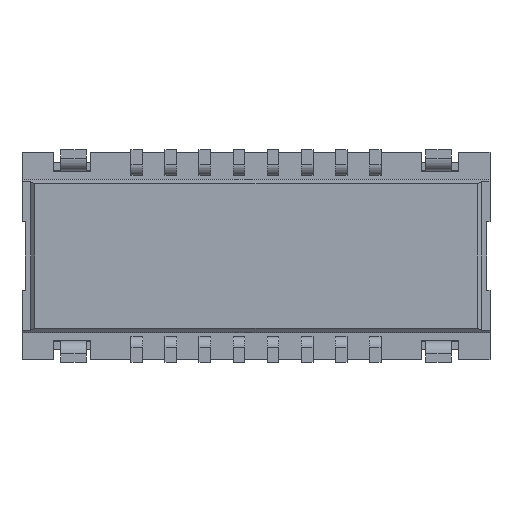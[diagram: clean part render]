
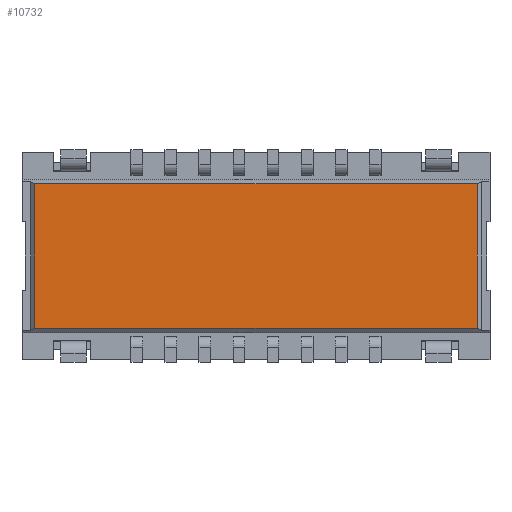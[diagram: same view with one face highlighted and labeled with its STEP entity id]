
A CAD part, front view. The second image highlights one B-rep face of the part: STEP entity #10732.
In plain terms, the highlighted planar face has unit normal (0, -1, 0).
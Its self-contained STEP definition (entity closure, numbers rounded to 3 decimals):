
#1=DIRECTION('',(0.,0.,-1.));
#2=VECTOR('',#1,1.7);
#3=CARTESIAN_POINT('',(2.6,0.,0.85));
#4=LINE('',#3,#2);
#5=DIRECTION('',(1.,0.,0.));
#6=VECTOR('',#5,5.2);
#7=CARTESIAN_POINT('',(-2.6,0.,-0.85));
#8=LINE('',#7,#6);
#9=DIRECTION('',(0.,0.,-1.));
#10=VECTOR('',#9,1.7);
#11=CARTESIAN_POINT('',(-2.6,0.,0.85));
#12=LINE('',#11,#10);
#13=DIRECTION('',(1.,0.,0.));
#14=VECTOR('',#13,5.2);
#15=CARTESIAN_POINT('',(-2.6,0.,0.85));
#16=LINE('',#15,#14);
#8265=CARTESIAN_POINT('',(2.6,0.,0.85));
#8266=CARTESIAN_POINT('',(2.6,0.,-0.85));
#8267=VERTEX_POINT('',#8265);
#8268=VERTEX_POINT('',#8266);
#8269=CARTESIAN_POINT('',(-2.6,0.,0.85));
#8270=CARTESIAN_POINT('',(-2.6,0.,-0.85));
#8271=VERTEX_POINT('',#8269);
#8272=VERTEX_POINT('',#8270);
#10717=CARTESIAN_POINT('',(0.,0.,0.));
#10718=DIRECTION('',(0.,1.,0.));
#10719=DIRECTION('',(1.,0.,0.));
#10720=AXIS2_PLACEMENT_3D('',#10717,#10718,#10719);
#10721=PLANE('',#10720);
#10723=ORIENTED_EDGE('',*,*,#10722,.T.);
#10725=ORIENTED_EDGE('',*,*,#10724,.F.);
#10727=ORIENTED_EDGE('',*,*,#10726,.F.);
#10729=ORIENTED_EDGE('',*,*,#10728,.T.);
#10730=EDGE_LOOP('',(#10723,#10725,#10727,#10729));
#10731=FACE_OUTER_BOUND('',#10730,.F.);
#10732=ADVANCED_FACE('',(#10731),#10721,.F.);
#10722=EDGE_CURVE('',#8267,#8268,#4,.T.);
#10724=EDGE_CURVE('',#8272,#8268,#8,.T.);
#10726=EDGE_CURVE('',#8271,#8272,#12,.T.);
#10728=EDGE_CURVE('',#8271,#8267,#16,.T.);
